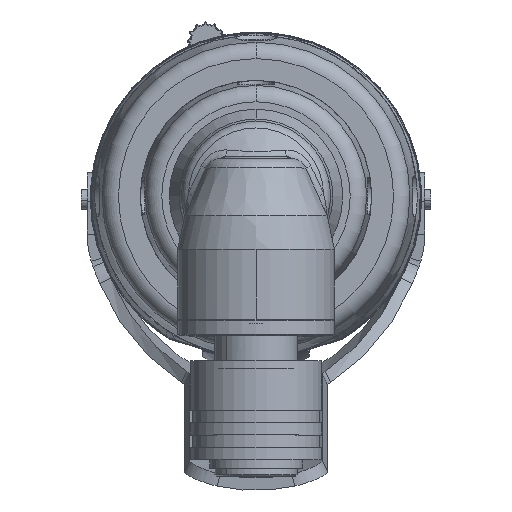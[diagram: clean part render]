
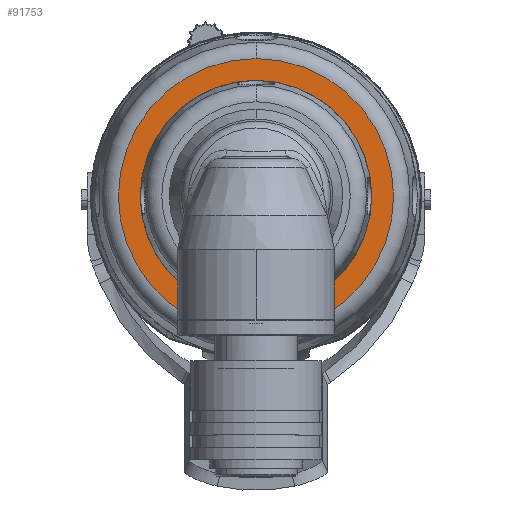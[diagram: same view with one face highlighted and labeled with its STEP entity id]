
A CAD part, top view. The second image highlights one B-rep face of the part: STEP entity #91753.
In plain terms, the highlighted planar face has unit normal (0, 0, 1).
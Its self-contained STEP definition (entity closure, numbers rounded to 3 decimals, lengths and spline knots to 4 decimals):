
#28185=CARTESIAN_POINT('',(0.,0.,0.3829));
#28186=DIRECTION('',(0.,0.,1.));
#28187=DIRECTION('',(0.,-1.,0.));
#28188=AXIS2_PLACEMENT_3D('',#28185,#28186,#28187);
#28190=CARTESIAN_POINT('',(0.,0.,0.3829));
#28191=DIRECTION('',(0.,0.,-1.));
#28192=DIRECTION('',(0.,-1.,0.));
#28193=AXIS2_PLACEMENT_3D('',#28190,#28191,#28192);
#28195=CARTESIAN_POINT('',(0.,0.,0.3829));
#28196=DIRECTION('',(0.,0.,-1.));
#28197=DIRECTION('',(0.,-1.,0.));
#28198=AXIS2_PLACEMENT_3D('',#28195,#28196,#28197);
#28200=CARTESIAN_POINT('',(0.,0.,0.3829));
#28201=DIRECTION('',(0.,0.,-1.));
#28202=DIRECTION('',(0.,1.,0.));
#28203=AXIS2_PLACEMENT_3D('',#28200,#28201,#28202);
#47851=CARTESIAN_POINT('',(0.,-0.4823,0.3829));
#47852=CARTESIAN_POINT('',(0.,0.4823,0.3829));
#47853=VERTEX_POINT('',#47851);
#47854=VERTEX_POINT('',#47852);
#48188=CARTESIAN_POINT('',(0.,-0.6555,0.3829));
#48190=VERTEX_POINT('',#48188);
#48192=CARTESIAN_POINT('',(0.,0.6555,0.3829));
#48194=VERTEX_POINT('',#48192);
#91738=CARTESIAN_POINT('',(0.,0.,0.3829));
#91739=DIRECTION('',(0.,0.,-1.));
#91740=DIRECTION('',(0.,1.,0.));
#91741=AXIS2_PLACEMENT_3D('',#91738,#91739,#91740);
#91742=PLANE('',#91741);
#91743=ORIENTED_EDGE('',*,*,#91717,.F.);
#91744=ORIENTED_EDGE('',*,*,#91733,.T.);
#91745=EDGE_LOOP('',(#91743,#91744));
#91746=FACE_OUTER_BOUND('',#91745,.F.);
#91748=ORIENTED_EDGE('',*,*,#91747,.F.);
#91750=ORIENTED_EDGE('',*,*,#91749,.F.);
#91751=EDGE_LOOP('',(#91748,#91750));
#91752=FACE_BOUND('',#91751,.F.);
#91753=ADVANCED_FACE('',(#91746,#91752),#91742,.F.);
#28189=CIRCLE('',#28188,0.6555);
#28194=CIRCLE('',#28193,0.6555);
#28199=CIRCLE('',#28198,0.4823);
#28204=CIRCLE('',#28203,0.4823);
#91717=EDGE_CURVE('',#48190,#48194,#28189,.T.);
#91733=EDGE_CURVE('',#48190,#48194,#28194,.T.);
#91747=EDGE_CURVE('',#47853,#47854,#28199,.T.);
#91749=EDGE_CURVE('',#47854,#47853,#28204,.T.);
